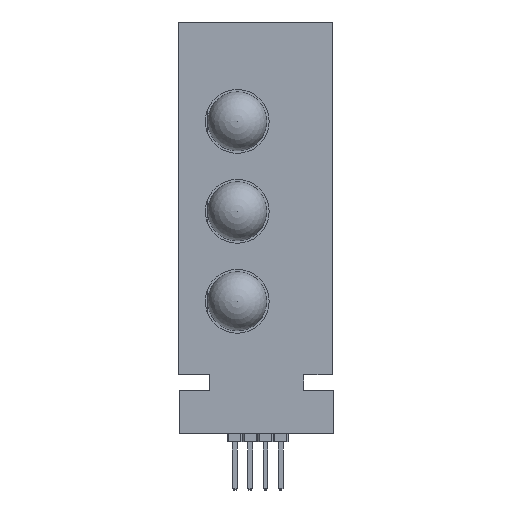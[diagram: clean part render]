
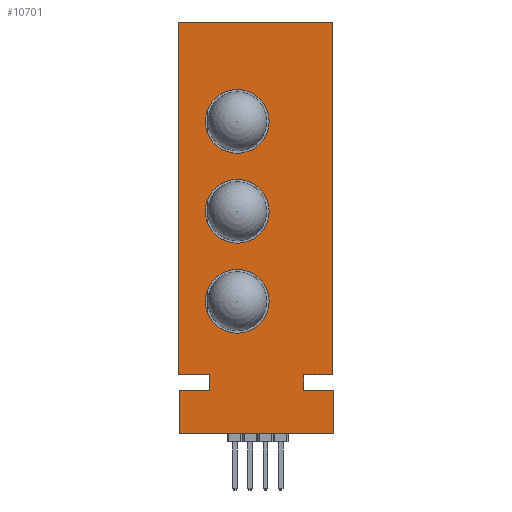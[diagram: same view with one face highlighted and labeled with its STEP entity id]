
A CAD part, top view. The second image highlights one B-rep face of the part: STEP entity #10701.
In plain terms, the highlighted planar face has unit normal (0, 0, 1).
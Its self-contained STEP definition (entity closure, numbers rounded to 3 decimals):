
#634=CIRCLE('',#11769,2.65);
#636=CIRCLE('',#11772,2.65);
#638=CIRCLE('',#11775,2.65);
#821=FACE_BOUND('',#2161,.T.);
#822=FACE_BOUND('',#2162,.T.);
#823=FACE_BOUND('',#2163,.T.);
#1403=FACE_OUTER_BOUND('',#2160,.T.);
#2160=EDGE_LOOP('',(#9404,#9405,#9406,#9407,#9408,#9409,#9410,#9411,#9412,
#9413,#9414,#9415));
#2161=EDGE_LOOP('',(#9416));
#2162=EDGE_LOOP('',(#9417));
#2163=EDGE_LOOP('',(#9418));
#3232=LINE('',#18099,#4328);
#3235=LINE('',#18105,#4331);
#3238=LINE('',#18111,#4334);
#3241=LINE('',#18117,#4337);
#3244=LINE('',#18123,#4340);
#3247=LINE('',#18129,#4343);
#3250=LINE('',#18135,#4346);
#3253=LINE('',#18141,#4349);
#3256=LINE('',#18147,#4352);
#3259=LINE('',#18153,#4355);
#3262=LINE('',#18159,#4358);
#3265=LINE('',#18163,#4361);
#4328=VECTOR('',#14669,10.);
#4331=VECTOR('',#14674,10.);
#4334=VECTOR('',#14679,10.);
#4337=VECTOR('',#14684,10.);
#4340=VECTOR('',#14689,10.);
#4343=VECTOR('',#14694,10.);
#4346=VECTOR('',#14699,10.);
#4349=VECTOR('',#14704,10.);
#4352=VECTOR('',#14709,10.);
#4355=VECTOR('',#14714,10.);
#4358=VECTOR('',#14719,10.);
#4361=VECTOR('',#14724,10.);
#5343=VERTEX_POINT('',#18075);
#5345=VERTEX_POINT('',#18081);
#5347=VERTEX_POINT('',#18087);
#5351=VERTEX_POINT('',#18096);
#5352=VERTEX_POINT('',#18098);
#5354=VERTEX_POINT('',#18104);
#5356=VERTEX_POINT('',#18110);
#5358=VERTEX_POINT('',#18116);
#5360=VERTEX_POINT('',#18122);
#5362=VERTEX_POINT('',#18128);
#5364=VERTEX_POINT('',#18134);
#5366=VERTEX_POINT('',#18140);
#5368=VERTEX_POINT('',#18146);
#5370=VERTEX_POINT('',#18152);
#5372=VERTEX_POINT('',#18158);
#6755=EDGE_CURVE('',#5343,#5343,#634,.T.);
#6758=EDGE_CURVE('',#5345,#5345,#636,.T.);
#6761=EDGE_CURVE('',#5347,#5347,#638,.T.);
#6766=EDGE_CURVE('',#5352,#5351,#3232,.T.);
#6769=EDGE_CURVE('',#5354,#5352,#3235,.T.);
#6772=EDGE_CURVE('',#5356,#5354,#3238,.T.);
#6775=EDGE_CURVE('',#5358,#5356,#3241,.T.);
#6778=EDGE_CURVE('',#5360,#5358,#3244,.T.);
#6781=EDGE_CURVE('',#5362,#5360,#3247,.T.);
#6784=EDGE_CURVE('',#5364,#5362,#3250,.T.);
#6787=EDGE_CURVE('',#5366,#5364,#3253,.T.);
#6790=EDGE_CURVE('',#5368,#5366,#3256,.T.);
#6793=EDGE_CURVE('',#5370,#5368,#3259,.T.);
#6796=EDGE_CURVE('',#5372,#5370,#3262,.T.);
#6799=EDGE_CURVE('',#5351,#5372,#3265,.T.);
#9404=ORIENTED_EDGE('',*,*,#6799,.T.);
#9405=ORIENTED_EDGE('',*,*,#6796,.T.);
#9406=ORIENTED_EDGE('',*,*,#6793,.T.);
#9407=ORIENTED_EDGE('',*,*,#6790,.T.);
#9408=ORIENTED_EDGE('',*,*,#6787,.T.);
#9409=ORIENTED_EDGE('',*,*,#6784,.T.);
#9410=ORIENTED_EDGE('',*,*,#6781,.T.);
#9411=ORIENTED_EDGE('',*,*,#6778,.T.);
#9412=ORIENTED_EDGE('',*,*,#6775,.T.);
#9413=ORIENTED_EDGE('',*,*,#6772,.T.);
#9414=ORIENTED_EDGE('',*,*,#6769,.T.);
#9415=ORIENTED_EDGE('',*,*,#6766,.T.);
#9416=ORIENTED_EDGE('',*,*,#6761,.T.);
#9417=ORIENTED_EDGE('',*,*,#6758,.T.);
#9418=ORIENTED_EDGE('',*,*,#6755,.T.);
#9885=PLANE('',#11789);
#10701=ADVANCED_FACE('',(#1403,#821,#822,#823),#9885,.T.);
#11769=AXIS2_PLACEMENT_3D('',#18076,#14646,#14647);
#11772=AXIS2_PLACEMENT_3D('',#18082,#14653,#14654);
#11775=AXIS2_PLACEMENT_3D('',#18088,#14660,#14661);
#11789=AXIS2_PLACEMENT_3D('',#18164,#14725,#14726);
#14646=DIRECTION('center_axis',(0.,0.,-1.));
#14647=DIRECTION('ref_axis',(-1.,0.,0.));
#14653=DIRECTION('center_axis',(0.,0.,-1.));
#14654=DIRECTION('ref_axis',(-1.,0.,0.));
#14660=DIRECTION('center_axis',(0.,0.,-1.));
#14661=DIRECTION('ref_axis',(-1.,0.,0.));
#14669=DIRECTION('',(0.,-1.,0.));
#14674=DIRECTION('',(-1.,0.,0.));
#14679=DIRECTION('',(0.,-1.,0.));
#14684=DIRECTION('',(1.,0.,0.));
#14689=DIRECTION('',(0.,-1.,0.));
#14694=DIRECTION('',(-1.,0.,0.));
#14699=DIRECTION('',(0.,1.,0.));
#14704=DIRECTION('',(1.,0.,0.));
#14709=DIRECTION('',(0.,1.,0.));
#14714=DIRECTION('',(-1.,0.,0.));
#14719=DIRECTION('',(0.,1.,0.));
#14724=DIRECTION('',(1.,0.,0.));
#14725=DIRECTION('center_axis',(0.,0.,1.));
#14726=DIRECTION('ref_axis',(-1.,0.,0.));
#18075=CARTESIAN_POINT('',(58.64,-65.86,4.75));
#18076=CARTESIAN_POINT('Origin',(55.99,-65.86,4.75));
#18081=CARTESIAN_POINT('',(58.64,-73.33,4.75));
#18082=CARTESIAN_POINT('Origin',(55.99,-73.33,4.75));
#18087=CARTESIAN_POINT('',(58.64,-80.8,4.75));
#18088=CARTESIAN_POINT('Origin',(55.99,-80.8,4.75));
#18096=CARTESIAN_POINT('',(51.2,-91.8,4.75));
#18098=CARTESIAN_POINT('',(51.2,-88.2,4.75));
#18099=CARTESIAN_POINT('',(51.2,-88.2,4.75));
#18104=CARTESIAN_POINT('',(53.7,-88.2,4.75));
#18105=CARTESIAN_POINT('',(53.7,-88.2,4.75));
#18110=CARTESIAN_POINT('',(53.7,-86.9,4.75));
#18111=CARTESIAN_POINT('',(53.7,-86.9,4.75));
#18116=CARTESIAN_POINT('',(51.1,-86.9,4.75));
#18117=CARTESIAN_POINT('',(51.1,-86.9,4.75));
#18122=CARTESIAN_POINT('',(51.1,-57.6,4.75));
#18123=CARTESIAN_POINT('',(51.1,-57.6,4.75));
#18128=CARTESIAN_POINT('',(63.9,-57.6,4.75));
#18129=CARTESIAN_POINT('',(63.9,-57.6,4.75));
#18134=CARTESIAN_POINT('',(63.9,-86.9,4.75));
#18135=CARTESIAN_POINT('',(63.9,-86.9,4.75));
#18140=CARTESIAN_POINT('',(61.5,-86.9,4.75));
#18141=CARTESIAN_POINT('',(61.5,-86.9,4.75));
#18146=CARTESIAN_POINT('',(61.5,-88.2,4.75));
#18147=CARTESIAN_POINT('',(61.5,-88.2,4.75));
#18152=CARTESIAN_POINT('',(64.,-88.2,4.75));
#18153=CARTESIAN_POINT('',(64.,-88.2,4.75));
#18158=CARTESIAN_POINT('',(64.,-91.8,4.75));
#18159=CARTESIAN_POINT('',(64.,-91.8,4.75));
#18163=CARTESIAN_POINT('',(51.6,-91.8,4.75));
#18164=CARTESIAN_POINT('Origin',(57.55,-74.7,4.75));
